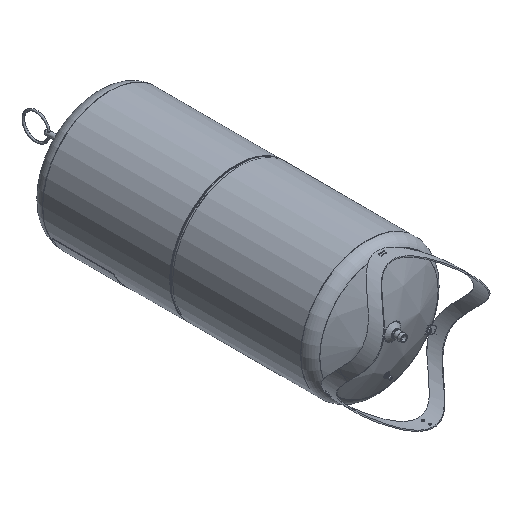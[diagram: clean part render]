
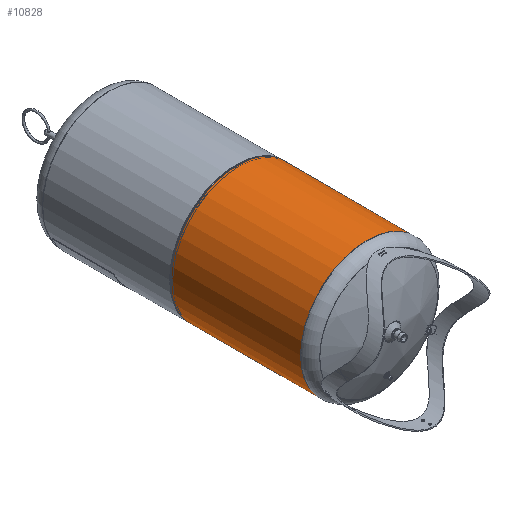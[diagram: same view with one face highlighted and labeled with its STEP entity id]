
A CAD part, isometric view. The second image highlights one B-rep face of the part: STEP entity #10828.
In plain terms, the highlighted cylindrical face has radius 250 mm (diameter 500 mm), a full revolution.
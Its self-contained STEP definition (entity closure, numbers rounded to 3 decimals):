
#10797=CARTESIAN_POINT('',(250.,-770.528,0.));
#10798=VERTEX_POINT('',#10797);
#10799=CARTESIAN_POINT('',(0.,-770.528,0.));
#10800=DIRECTION('',(0.0,-1.0,0.0));
#10801=DIRECTION('',(1.0,0.0,0.0));
#10802=AXIS2_PLACEMENT_3D('',#10799,#10800,#10801);
#10803=CIRCLE('',#10802,250.);
#10804=EDGE_CURVE('',#10798,#10798,#10803,.T.);
#10809=CARTESIAN_POINT('',(0.,-526.584,0.));
#10810=DIRECTION('',(0.,-1.0,0.));
#10811=DIRECTION('',(1.0,0.0,0.0));
#10812=AXIS2_PLACEMENT_3D('',#10809,#10810,#10811);
#10813=CYLINDRICAL_SURFACE('',#10812,250.0);
#10814=ORIENTED_EDGE('',*,*,#10804,.F.);
#10815=EDGE_LOOP('',(#10814));
#10816=FACE_OUTER_BOUND('',#10815,.T.);
#10817=CARTESIAN_POINT('',(250.,-282.639,0.));
#10818=VERTEX_POINT('',#10817);
#10819=CARTESIAN_POINT('',(0.,-282.639,0.));
#10820=DIRECTION('',(0.0,-1.0,0.0));
#10821=DIRECTION('',(1.0,0.0,0.0));
#10822=AXIS2_PLACEMENT_3D('',#10819,#10820,#10821);
#10823=CIRCLE('',#10822,250.0);
#10824=EDGE_CURVE('',#10818,#10818,#10823,.T.);
#10825=ORIENTED_EDGE('',*,*,#10824,.T.);
#10826=EDGE_LOOP('',(#10825));
#10827=FACE_BOUND('',#10826,.T.);
#10828=ADVANCED_FACE('',(#10816,#10827),#10813,.T.);
